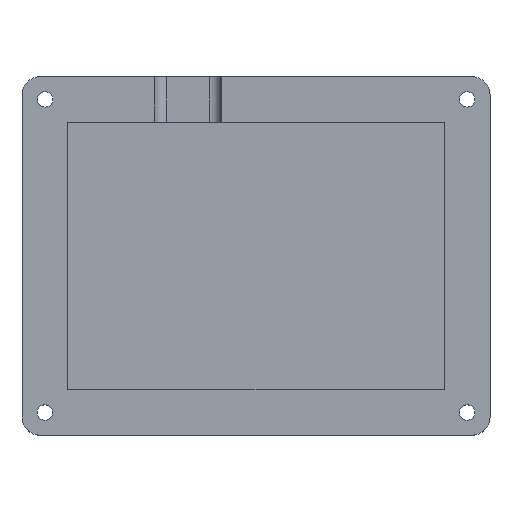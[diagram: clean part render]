
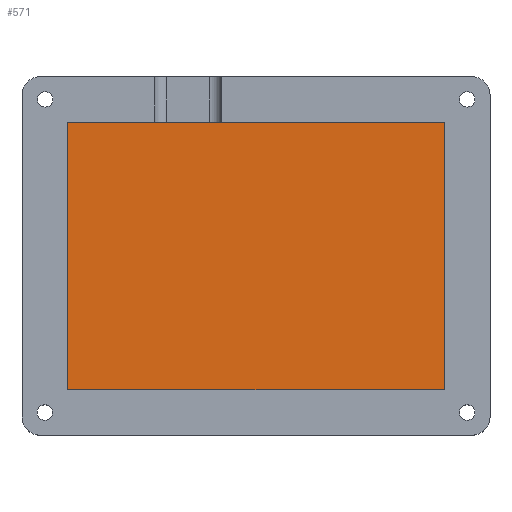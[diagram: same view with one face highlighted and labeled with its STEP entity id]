
A CAD part, top view. The second image highlights one B-rep face of the part: STEP entity #571.
In plain terms, the highlighted planar face has unit normal (0, 0, 1).
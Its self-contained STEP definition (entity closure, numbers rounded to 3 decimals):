
#83=FACE_OUTER_BOUND('',#121,.T.);
#121=EDGE_LOOP('',(#517,#518,#519,#520));
#171=LINE('',#924,#229);
#174=LINE('',#930,#232);
#177=LINE('',#936,#235);
#180=LINE('',#940,#238);
#229=VECTOR('',#763,10.);
#232=VECTOR('',#768,10.);
#235=VECTOR('',#773,10.);
#238=VECTOR('',#778,10.);
#285=VERTEX_POINT('',#921);
#286=VERTEX_POINT('',#923);
#288=VERTEX_POINT('',#929);
#290=VERTEX_POINT('',#935);
#359=EDGE_CURVE('',#286,#285,#171,.T.);
#362=EDGE_CURVE('',#288,#286,#174,.T.);
#365=EDGE_CURVE('',#290,#288,#177,.T.);
#368=EDGE_CURVE('',#285,#290,#180,.T.);
#517=ORIENTED_EDGE('',*,*,#368,.T.);
#518=ORIENTED_EDGE('',*,*,#365,.T.);
#519=ORIENTED_EDGE('',*,*,#362,.T.);
#520=ORIENTED_EDGE('',*,*,#359,.T.);
#542=PLANE('',#623);
#571=ADVANCED_FACE('',(#83),#542,.T.);
#623=AXIS2_PLACEMENT_3D('',#941,#779,#780);
#763=DIRECTION('',(0.,-1.,0.));
#768=DIRECTION('',(-1.,0.,0.));
#773=DIRECTION('',(0.,1.,0.));
#778=DIRECTION('',(1.,0.,0.));
#779=DIRECTION('center_axis',(0.,0.,1.));
#780=DIRECTION('ref_axis',(1.,0.,0.));
#921=CARTESIAN_POINT('',(-35.34,-24.485,3.));
#923=CARTESIAN_POINT('',(-35.34,19.515,3.));
#924=CARTESIAN_POINT('',(-35.34,-24.485,3.));
#929=CARTESIAN_POINT('',(26.66,19.515,3.));
#930=CARTESIAN_POINT('',(-35.34,19.515,3.));
#935=CARTESIAN_POINT('',(26.66,-24.485,3.));
#936=CARTESIAN_POINT('',(26.66,19.515,3.));
#940=CARTESIAN_POINT('',(26.66,-24.485,3.));
#941=CARTESIAN_POINT('Origin',(-4.34,-2.485,3.));
